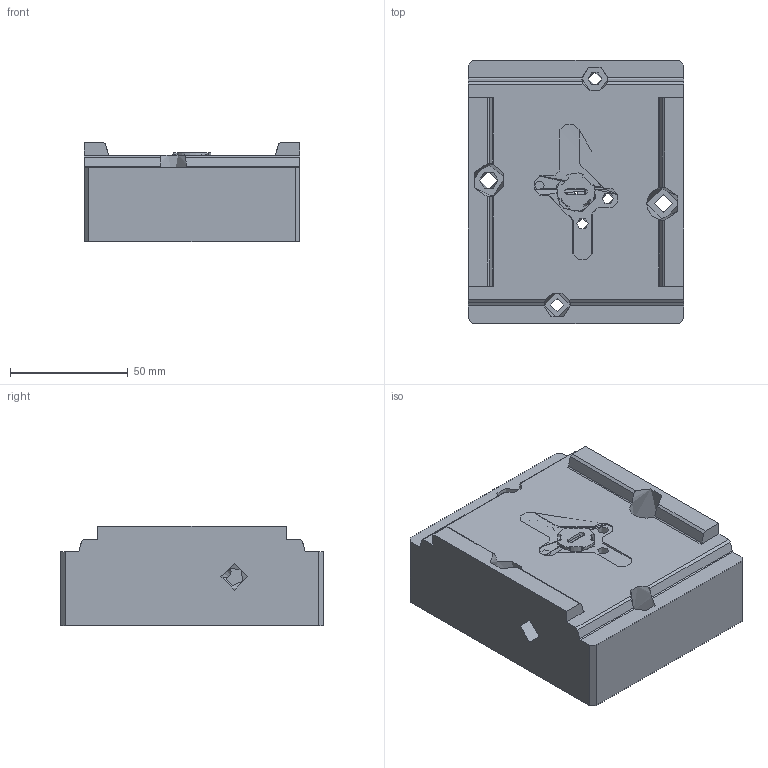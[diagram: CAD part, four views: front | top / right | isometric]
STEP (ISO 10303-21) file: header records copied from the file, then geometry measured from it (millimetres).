
FILE_DESCRIPTION(('STEP AP214'),'1');
FILE_NAME('Stock Core AM - stage3 (voids).stp','2017-11-09T16:39:56',(' '),(' '),'Spatial InterOp 3D',' ',' ');
FILE_SCHEMA(('AUTOMOTIVE_DESIGN { 1 0 10303 214 1 1 1 1 }'));
Length unit declared in the file: millimetre
Products named in the file (1): Stock Core AM - stage3 (Dérivé)
Bounding box: 91.6 x 111.6 x 42.1 mm (x, y, z)
Surface area: 551407722.1 mm2
Topology: 3 solids, 3 shells, 447 faces, 1334 edges, 882 vertices
Faces by surface type: plane 181, cylinder 121, cone 78, bspline 53, torus 9, sphere 4, offset 1
Full cylindrical faces by diameter (mm): 0.4 x1, 1.3 x1, 1.8 x1, 4.1 x1, 4.5 x1, 4.8 x4, 5.5 x1, 5.8 x3, 6 x2, 6.5 x3, 6.8 x2, 7.8 x2, 10.2 x1, 10.845 x2, 11 x2, 11.445 x2, 14 x2
Entity records: 23834 total; most frequent: CARTESIAN_POINT 9309, ORIENTED_EDGE 2442, DIRECTION 2059, EDGE_CURVE 1221, VERTEX_POINT 837, AXIS2_PLACEMENT_3D 809, EDGE_LOOP 526, FACE_OUTER_BOUND 483
